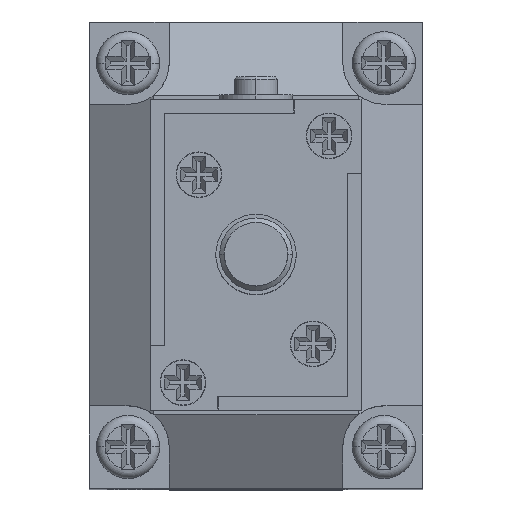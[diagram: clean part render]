
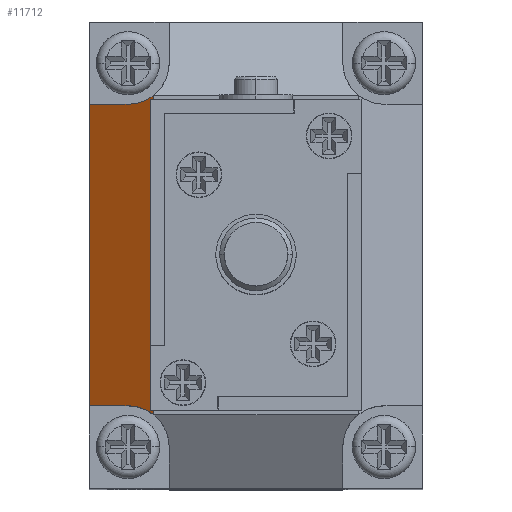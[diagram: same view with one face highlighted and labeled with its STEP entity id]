
A CAD part, top view. The second image highlights one B-rep face of the part: STEP entity #11712.
In plain terms, the highlighted planar face has unit normal (-0.581, 0, 0.814).
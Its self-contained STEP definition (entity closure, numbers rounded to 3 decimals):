
#1016 = LINE ( 'NONE', #2406, #1017 ) ;
#1017 = VECTOR ( 'NONE', #2405, 1000. ) ;
#1043 = LINE ( 'NONE', #5989, #1044 ) ;
#1044 = VECTOR ( 'NONE', #5983, 1000. ) ;
#1113 = LINE ( 'NONE', #5956, #1114 ) ;
#1114 = VECTOR ( 'NONE', #5924, 1000. ) ;
#1121 = LINE ( 'NONE', #6012, #1122 ) ;
#1122 = VECTOR ( 'NONE', #6011, 1000. ) ;
#1692 = FACE_OUTER_BOUND ( 'NONE', #4593, .T. ) ;
#2395 = CARTESIAN_POINT ( 'NONE',  ( -12.996, 9., -1.247 ) ) ;
#2396 = CARTESIAN_POINT ( 'NONE',  ( -12.045, 8.676, -0.568 ) ) ;
#2397 = CARTESIAN_POINT ( 'NONE',  ( -11.25, 8.062, 0. ) ) ;
#2398 = CARTESIAN_POINT ( 'NONE',  ( -14., 9., -1.964 ) ) ;
#2405 = DIRECTION ( 'NONE',  ( -0.814, 0., -0.581 ) ) ;
#2406 = CARTESIAN_POINT ( 'NONE',  ( -11.25, 9., 0. ) ) ;
#2996 = ORIENTED_EDGE ( 'NONE', *, *, #4040, .F. ) ;
#3016 = ORIENTED_EDGE ( 'NONE', *, *, #4036, .F. ) ;
#3030 = ORIENTED_EDGE ( 'NONE', *, *, #3981, .F. ) ;
#3067 = ORIENTED_EDGE ( 'NONE', *, *, #3998, .F. ) ;
#3081 = ORIENTED_EDGE ( 'NONE', *, *, #3978, .F. ) ;
#3097 = ORIENTED_EDGE ( 'NONE', *, *, #3997, .F. ) ;
#3978 = EDGE_CURVE ( 'NONE', #6603, #6636, #11370, .T. ) ;
#3981 = EDGE_CURVE ( 'NONE', #6636, #9485, #1016, .T. ) ;
#3997 = EDGE_CURVE ( 'NONE', #6279, #6412, #11373, .T. ) ;
#3998 = EDGE_CURVE ( 'NONE', #6257, #6279, #1043, .T. ) ;
#4036 = EDGE_CURVE ( 'NONE', #9485, #6257, #1113, .T. ) ;
#4040 = EDGE_CURVE ( 'NONE', #6412, #6603, #1121, .T. ) ;
#4593 = EDGE_LOOP ( 'NONE', ( #3067, #3016, #3030, #3081, #2996, #3097 ) ) ;
#5417 = CARTESIAN_POINT ( 'NONE',  ( -18.25, 9., -5. ) ) ;
#5914 = CARTESIAN_POINT ( 'NONE',  ( -12.996, 42., -1.247 ) ) ;
#5924 = DIRECTION ( 'NONE',  ( 0., 1., 0. ) ) ;
#5956 = CARTESIAN_POINT ( 'NONE',  ( -18.25, 51., -5. ) ) ;
#5963 = CARTESIAN_POINT ( 'NONE',  ( -12.045, 42.324, -0.568 ) ) ;
#5983 = DIRECTION ( 'NONE',  ( 0.814, 0., 0.581 ) ) ;
#5989 = CARTESIAN_POINT ( 'NONE',  ( -11.25, 42., 0. ) ) ;
#6011 = DIRECTION ( 'NONE',  ( 0., -1., 0. ) ) ;
#6012 = CARTESIAN_POINT ( 'NONE',  ( -11.25, 0., 0. ) ) ;
#6062 = CARTESIAN_POINT ( 'NONE',  ( -14., 42., -1.964 ) ) ;
#6108 = CARTESIAN_POINT ( 'NONE',  ( -11.25, 42.938, 0. ) ) ;
#6257 = VERTEX_POINT ( 'NONE', #10299 ) ;
#6279 = VERTEX_POINT ( 'NONE', #10394 ) ;
#6412 = VERTEX_POINT ( 'NONE', #10815 ) ;
#6603 = VERTEX_POINT ( 'NONE', #8012 ) ;
#6636 = VERTEX_POINT ( 'NONE', #8008 ) ;
#7487 = CARTESIAN_POINT ( 'NONE',  ( -11.25, 0., 0. ) ) ;
#7488 = PLANE ( 'NONE',  #11514 ) ;
#7491 = DIRECTION ( 'NONE',  ( 0.581, 0., -0.814 ) ) ;
#7537 = DIRECTION ( 'NONE',  ( -0.814, 0., -0.581 ) ) ;
#8008 = CARTESIAN_POINT ( 'NONE',  ( -14., 9., -1.964 ) ) ;
#8012 = CARTESIAN_POINT ( 'NONE',  ( -11.25, 8.062, 0. ) ) ;
#9485 = VERTEX_POINT ( 'NONE', #5417 ) ;
#10299 = CARTESIAN_POINT ( 'NONE',  ( -18.25, 42., -5. ) ) ;
#10394 = CARTESIAN_POINT ( 'NONE',  ( -14., 42., -1.964 ) ) ;
#10815 = CARTESIAN_POINT ( 'NONE',  ( -11.25, 42.938, 0. ) ) ;
#11370 =( BOUNDED_CURVE ( )  B_SPLINE_CURVE ( 3, ( #2397, #2396, #2395, #2398 ),
 .UNSPECIFIED., .F., .F. ) 
 B_SPLINE_CURVE_WITH_KNOTS ( ( 4, 4 ),
 ( 0.913, 1.571 ),
 .UNSPECIFIED. ) 
 CURVE ( )  GEOMETRIC_REPRESENTATION_ITEM ( )  RATIONAL_B_SPLINE_CURVE ( ( 1., 0.964, 0.964, 1. ) ) 
 REPRESENTATION_ITEM ( '' )  );
#11373 =( BOUNDED_CURVE ( )  B_SPLINE_CURVE ( 3, ( #6062, #5914, #5963, #6108 ),
 .UNSPECIFIED., .F., .F. ) 
 B_SPLINE_CURVE_WITH_KNOTS ( ( 4, 4 ),
 ( 4.712, 5.37 ),
 .UNSPECIFIED. ) 
 CURVE ( )  GEOMETRIC_REPRESENTATION_ITEM ( )  RATIONAL_B_SPLINE_CURVE ( ( 1., 0.964, 0.964, 1. ) ) 
 REPRESENTATION_ITEM ( '' )  );
#11514 = AXIS2_PLACEMENT_3D ( 'NONE', #7487, #7491, #7537 ) ;
#11712 = ADVANCED_FACE ( 'NONE', ( #1692 ), #7488, .F. ) ;
